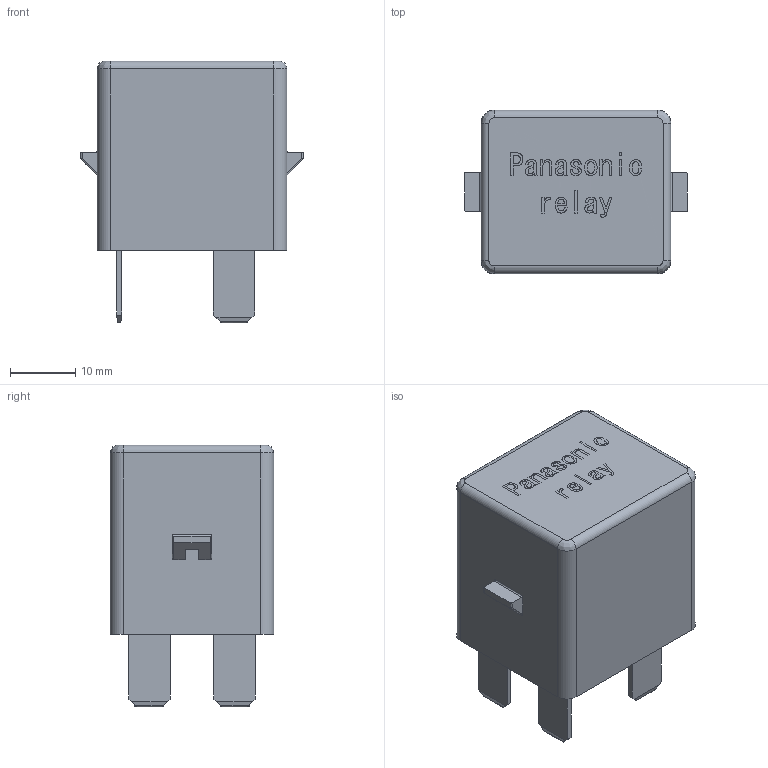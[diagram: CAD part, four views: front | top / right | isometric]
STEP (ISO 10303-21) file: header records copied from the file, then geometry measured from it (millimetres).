
FILE_DESCRIPTION (( 'STEP AP214' ), '1' );
FILE_NAME ('aecn11012.step', '2024-02-19T03:34:39', ( '' ), ( '' ), 'SwSTEP 2.0', 'SolidWorks 2024', '' );
FILE_SCHEMA (( 'AUTOMOTIVE_DESIGN' ));
Length unit declared in the file: millimetre
Products named in the file (1): aecn11012
Bounding box: 34 x 25 x 40 mm (x, y, z)
Volume: 20842.1 mm3; surface area: 5206.3 mm2
Topology: 1 solids, 1 shells, 541 faces, 1294 edges, 800 vertices
Faces by surface type: plane 298, bspline 188, cylinder 49, cone 6
Entity records: 20954 total; most frequent: CARTESIAN_POINT 9296, ORIENTED_EDGE 2588, DIRECTION 1704, EDGE_CURVE 1294, VECTOR 826, LINE 826, VERTEX_POINT 800, EDGE_LOOP 586
